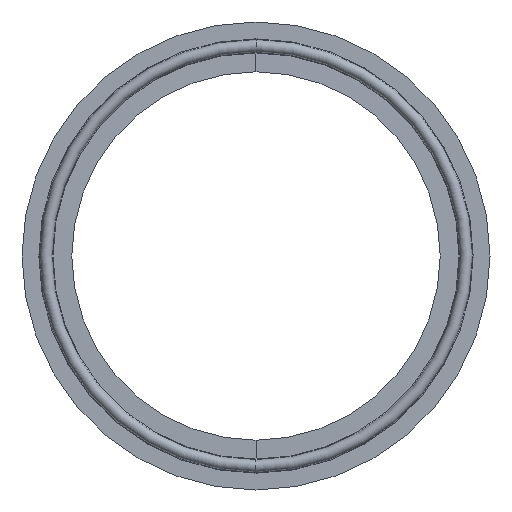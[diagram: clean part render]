
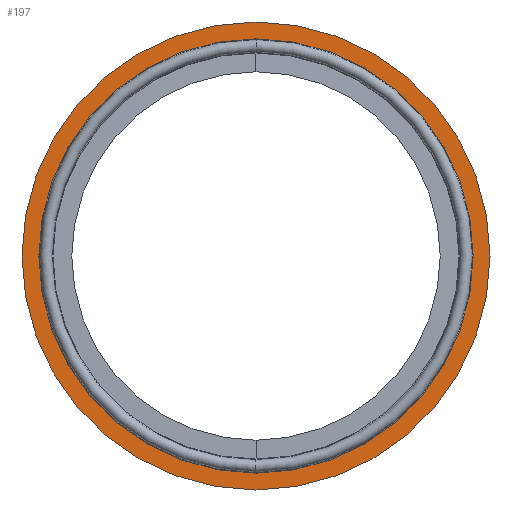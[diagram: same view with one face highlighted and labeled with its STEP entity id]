
A CAD part, left-side view. The second image highlights one B-rep face of the part: STEP entity #197.
In plain terms, the highlighted planar face has unit normal (-1, 0, 0).
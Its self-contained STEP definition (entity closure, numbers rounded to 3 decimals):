
#68 = AXIS2_PLACEMENT_3D ( 'NONE', #383, #797, #369 ) ;
#76 = CARTESIAN_POINT ( 'NONE',  ( -0.9, 0., 0. ) ) ;
#103 = DIRECTION ( 'NONE',  ( 0., 0., -1. ) ) ;
#125 = ORIENTED_EDGE ( 'NONE', *, *, #870, .T. ) ;
#142 = DIRECTION ( 'NONE',  ( 1., 0., 0. ) ) ;
#159 = VERTEX_POINT ( 'NONE', #861 ) ;
#193 = AXIS2_PLACEMENT_3D ( 'NONE', #464, #616, #825 ) ;
#197 = ADVANCED_FACE ( 'NONE', ( #292, #711 ), #516, .F. ) ;
#210 = AXIS2_PLACEMENT_3D ( 'NONE', #76, #498, #572 ) ;
#219 = CIRCLE ( 'NONE', #458, 43.15 ) ;
#285 = ORIENTED_EDGE ( 'NONE', *, *, #891, .T. ) ;
#292 = FACE_BOUND ( 'NONE', #688, .T. ) ;
#320 = EDGE_CURVE ( 'NONE', #543, #564, #565, .T. ) ;
#369 = DIRECTION ( 'NONE',  ( 0., 0., -1. ) ) ;
#383 = CARTESIAN_POINT ( 'NONE',  ( -0.9, 42.95, 0. ) ) ;
#407 = EDGE_CURVE ( 'NONE', #506, #159, #482, .T. ) ;
#422 = EDGE_LOOP ( 'NONE', ( #437, #125 ) ) ;
#437 = ORIENTED_EDGE ( 'NONE', *, *, #320, .T. ) ;
#440 = DIRECTION ( 'NONE',  ( 0., 0., -1. ) ) ;
#458 = AXIS2_PLACEMENT_3D ( 'NONE', #820, #884, #103 ) ;
#464 = CARTESIAN_POINT ( 'NONE',  ( -0.9, 0., 0. ) ) ;
#482 = CIRCLE ( 'NONE', #533, 43.15 ) ;
#498 = DIRECTION ( 'NONE',  ( -1., 0., 0. ) ) ;
#503 = CARTESIAN_POINT ( 'NONE',  ( -0.9, 0., 0. ) ) ;
#506 = VERTEX_POINT ( 'NONE', #527 ) ;
#516 = PLANE ( 'NONE',  #68 ) ;
#527 = CARTESIAN_POINT ( 'NONE',  ( -0.9, 0., -43.15 ) ) ;
#529 = CARTESIAN_POINT ( 'NONE',  ( -0.9, 0., 46.5 ) ) ;
#533 = AXIS2_PLACEMENT_3D ( 'NONE', #503, #142, #440 ) ;
#543 = VERTEX_POINT ( 'NONE', #529 ) ;
#564 = VERTEX_POINT ( 'NONE', #794 ) ;
#565 = CIRCLE ( 'NONE', #210, 46.5 ) ;
#572 = DIRECTION ( 'NONE',  ( 0., 0., 1. ) ) ;
#595 = CIRCLE ( 'NONE', #193, 46.5 ) ;
#616 = DIRECTION ( 'NONE',  ( -1., 0., 0. ) ) ;
#661 = ORIENTED_EDGE ( 'NONE', *, *, #407, .T. ) ;
#688 = EDGE_LOOP ( 'NONE', ( #661, #285 ) ) ;
#711 = FACE_OUTER_BOUND ( 'NONE', #422, .T. ) ;
#794 = CARTESIAN_POINT ( 'NONE',  ( -0.9, 0., -46.5 ) ) ;
#797 = DIRECTION ( 'NONE',  ( 1., 0., 0. ) ) ;
#820 = CARTESIAN_POINT ( 'NONE',  ( -0.9, 0., 0. ) ) ;
#825 = DIRECTION ( 'NONE',  ( 0., 0., 1. ) ) ;
#861 = CARTESIAN_POINT ( 'NONE',  ( -0.9, 0., 43.15 ) ) ;
#870 = EDGE_CURVE ( 'NONE', #564, #543, #595, .T. ) ;
#884 = DIRECTION ( 'NONE',  ( 1., 0., 0. ) ) ;
#891 = EDGE_CURVE ( 'NONE', #159, #506, #219, .T. ) ;
